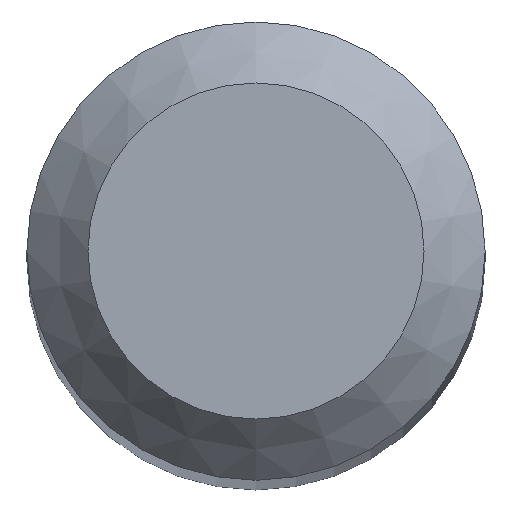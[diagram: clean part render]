
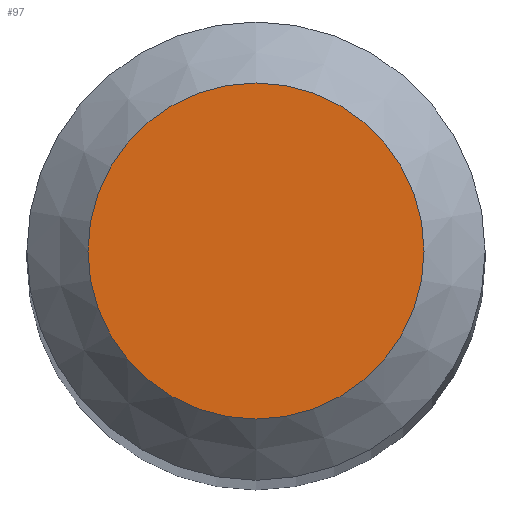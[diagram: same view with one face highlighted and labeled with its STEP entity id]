
A CAD part, top view. The second image highlights one B-rep face of the part: STEP entity #97.
In plain terms, the highlighted planar face has unit normal (0, 0, 1).
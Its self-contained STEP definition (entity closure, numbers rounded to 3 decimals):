
#15 = AXIS2_PLACEMENT_3D ( 'NONE', #53, #109, #24 ) ;
#24 = DIRECTION ( 'NONE',  ( 0., 1., 0. ) ) ;
#53 = CARTESIAN_POINT ( 'NONE',  ( 0., 0., 50. ) ) ;
#83 = DIRECTION ( 'NONE',  ( 0., 0., -1. ) ) ;
#91 = VERTEX_POINT ( 'NONE', #217 ) ;
#97 = ADVANCED_FACE ( 'NONE', ( #186 ), #105, .F. ) ;
#105 = PLANE ( 'NONE',  #116 ) ;
#109 = DIRECTION ( 'NONE',  ( 0., 0., -1. ) ) ;
#116 = AXIS2_PLACEMENT_3D ( 'NONE', #191, #83, #169 ) ;
#161 = CIRCLE ( 'NONE', #15, 1.1 ) ;
#169 = DIRECTION ( 'NONE',  ( 0., 1., 0. ) ) ;
#186 = FACE_OUTER_BOUND ( 'NONE', #229, .T. ) ;
#191 = CARTESIAN_POINT ( 'NONE',  ( 0., 0., 50. ) ) ;
#204 = EDGE_CURVE ( 'NONE', #91, #91, #161, .T. ) ;
#217 = CARTESIAN_POINT ( 'NONE',  ( 0., 1.1, 50. ) ) ;
#229 = EDGE_LOOP ( 'NONE', ( #249 ) ) ;
#249 = ORIENTED_EDGE ( 'NONE', *, *, #204, .F. ) ;
